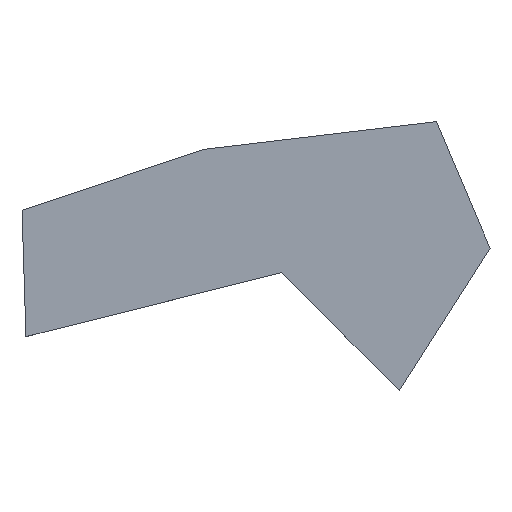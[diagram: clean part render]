
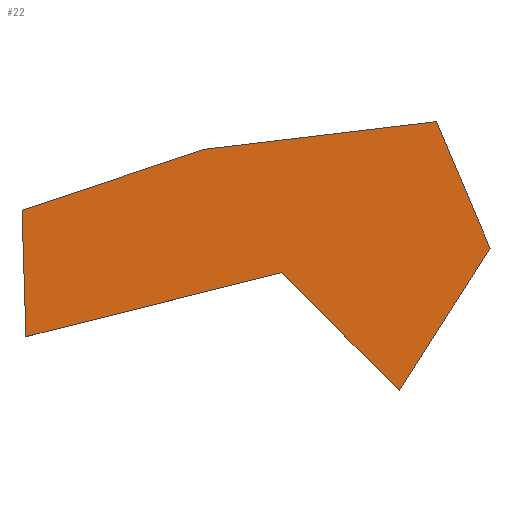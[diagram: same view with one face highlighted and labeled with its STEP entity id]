
A CAD part, top view. The second image highlights one B-rep face of the part: STEP entity #22.
In plain terms, the highlighted planar face has unit normal (0, 0, 1).
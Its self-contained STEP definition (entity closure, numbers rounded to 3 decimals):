
#22=ADVANCED_FACE('',(#31),#147,.T.);
#31=FACE_OUTER_BOUND('',#40,.T.);
#40=EDGE_LOOP('',(#76,#77,#78,#79,#80,#81,#82));
#76=ORIENTED_EDGE('',*,*,#85,.T.);
#77=ORIENTED_EDGE('',*,*,#89,.T.);
#78=ORIENTED_EDGE('',*,*,#92,.T.);
#79=ORIENTED_EDGE('',*,*,#95,.T.);
#80=ORIENTED_EDGE('',*,*,#98,.T.);
#81=ORIENTED_EDGE('',*,*,#101,.T.);
#82=ORIENTED_EDGE('',*,*,#103,.T.);
#85=EDGE_CURVE('',#128,#127,#106,.T.);
#89=EDGE_CURVE('',#127,#130,#110,.T.);
#92=EDGE_CURVE('',#130,#132,#113,.T.);
#95=EDGE_CURVE('',#132,#134,#116,.T.);
#98=EDGE_CURVE('',#134,#136,#119,.T.);
#101=EDGE_CURVE('',#136,#138,#122,.T.);
#103=EDGE_CURVE('',#138,#128,#124,.T.);
#106=B_SPLINE_CURVE_WITH_KNOTS('',1,(#287,#288),.UNSPECIFIED.,.F.,.F.,(2,
2),(0.,167.749),.UNSPECIFIED.);
#110=B_SPLINE_CURVE_WITH_KNOTS('',1,(#295,#296),.UNSPECIFIED.,.F.,.F.,(2,
2),(167.749,517.129),.UNSPECIFIED.);
#113=B_SPLINE_CURVE_WITH_KNOTS('',1,(#301,#302),.UNSPECIFIED.,.F.,.F.,(2,
2),(517.129,738.106),.UNSPECIFIED.);
#116=B_SPLINE_CURVE_WITH_KNOTS('',1,(#307,#308),.UNSPECIFIED.,.F.,.F.,(2,
2),(738.106,961.901),.UNSPECIFIED.);
#119=B_SPLINE_CURVE_WITH_KNOTS('',1,(#313,#314),.UNSPECIFIED.,.F.,.F.,(2,
2),(961.901,1144.021),.UNSPECIFIED.);
#122=B_SPLINE_CURVE_WITH_KNOTS('',1,(#319,#320),.UNSPECIFIED.,.F.,.F.,(2,
2),(1144.021,1455.211),.UNSPECIFIED.);
#124=B_SPLINE_CURVE_WITH_KNOTS('',1,(#323,#324),.UNSPECIFIED.,.F.,.F.,(2,
2),(1455.211,1708.934),.UNSPECIFIED.);
#127=VERTEX_POINT('',#271);
#128=VERTEX_POINT('',#272);
#130=VERTEX_POINT('',#274);
#132=VERTEX_POINT('',#276);
#134=VERTEX_POINT('',#278);
#136=VERTEX_POINT('',#280);
#138=VERTEX_POINT('',#282);
#147=PLANE('',#244);
#244=AXIS2_PLACEMENT_3D('',#268,#256,$);
#256=DIRECTION('',(0.,0.,1.));
#268=CARTESIAN_POINT('',(577.14,140.978,12.));
#271=CARTESIAN_POINT('',(595.382,389.186,12.));
#272=CARTESIAN_POINT('',(590.115,556.853,12.));
#274=CARTESIAN_POINT('',(934.226,474.336,12.));
#276=CARTESIAN_POINT('',(1090.481,318.081,12.));
#278=CARTESIAN_POINT('',(1210.744,506.816,12.));
#280=CARTESIAN_POINT('',(1139.64,674.483,12.));
#282=CARTESIAN_POINT('',(830.642,637.613,12.));
#287=CARTESIAN_POINT('',(590.115,556.853,12.));
#288=CARTESIAN_POINT('',(595.382,389.186,12.));
#295=CARTESIAN_POINT('',(595.382,389.186,12.));
#296=CARTESIAN_POINT('',(934.226,474.336,12.));
#301=CARTESIAN_POINT('',(934.226,474.336,12.));
#302=CARTESIAN_POINT('',(1090.481,318.081,12.));
#307=CARTESIAN_POINT('',(1090.481,318.081,12.));
#308=CARTESIAN_POINT('',(1210.744,506.816,12.));
#313=CARTESIAN_POINT('',(1210.744,506.816,12.));
#314=CARTESIAN_POINT('',(1139.64,674.483,12.));
#319=CARTESIAN_POINT('',(1139.64,674.483,12.));
#320=CARTESIAN_POINT('',(830.642,637.613,12.));
#323=CARTESIAN_POINT('',(830.642,637.613,12.));
#324=CARTESIAN_POINT('',(590.115,556.853,12.));
